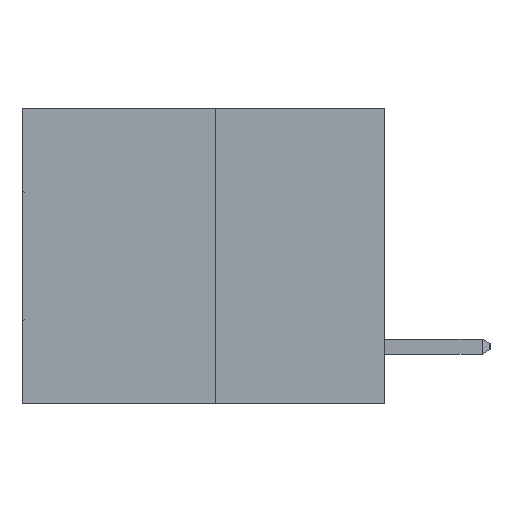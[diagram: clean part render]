
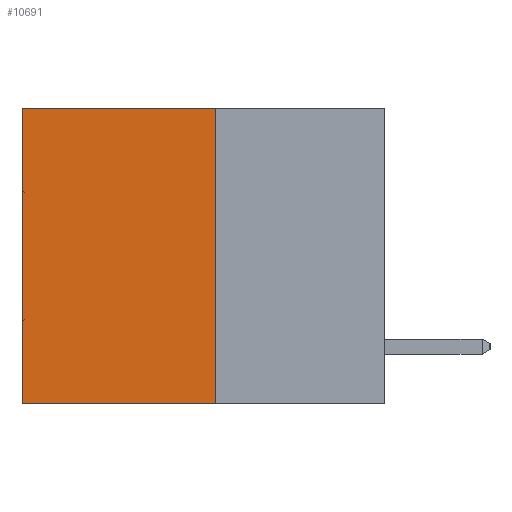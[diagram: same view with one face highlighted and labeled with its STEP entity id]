
A CAD part, left-side view. The second image highlights one B-rep face of the part: STEP entity #10691.
In plain terms, the highlighted planar face has unit normal (-1, 0, 0).
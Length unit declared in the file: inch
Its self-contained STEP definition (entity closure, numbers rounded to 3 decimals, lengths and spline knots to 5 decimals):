
#1791 = ORIENTED_EDGE ( 'NONE', *, *, #17359, .F. ) ;
#1828 = CARTESIAN_POINT ( 'NONE',  ( 0.3165, 0.28, 0. ) ) ;
#2439 = CARTESIAN_POINT ( 'NONE',  ( 0.3165, 0.28, 0. ) ) ;
#3275 = ORIENTED_EDGE ( 'NONE', *, *, #10845, .F. ) ;
#3989 = CARTESIAN_POINT ( 'NONE',  ( 0.3165, 0.28, -0.49 ) ) ;
#4112 = VERTEX_POINT ( 'NONE', #29528 ) ;
#5186 = ORIENTED_EDGE ( 'NONE', *, *, #27416, .T. ) ;
#5390 = AXIS2_PLACEMENT_3D ( 'NONE', #3989, #25489, #8804 ) ;
#5569 = VECTOR ( 'NONE', #23735, 39.37008 ) ;
#5970 = VERTEX_POINT ( 'NONE', #6415 ) ;
#6415 = CARTESIAN_POINT ( 'NONE',  ( 0.3165, 0.6, 0. ) ) ;
#6805 = LINE ( 'NONE', #1828, #17287 ) ;
#7628 = CARTESIAN_POINT ( 'NONE',  ( 0.3165, 0.28, -0.49 ) ) ;
#8426 = VECTOR ( 'NONE', #9078, 39.37008 ) ;
#8804 = DIRECTION ( 'NONE',  ( 0., 0., -1. ) ) ;
#9078 = DIRECTION ( 'NONE',  ( 0., 0., -1. ) ) ;
#10691 = ADVANCED_FACE ( 'NONE', ( #30608 ), #17579, .F. ) ;
#10845 = EDGE_CURVE ( 'NONE', #4112, #21106, #16003, .T. ) ;
#13752 = CARTESIAN_POINT ( 'NONE',  ( 0.3165, 0.6, -0.49 ) ) ;
#14172 = CARTESIAN_POINT ( 'NONE',  ( 0.3165, 0.28, -0.49 ) ) ;
#14258 = VECTOR ( 'NONE', #27022, 39.37008 ) ;
#14540 = DIRECTION ( 'NONE',  ( 0., 1., 0. ) ) ;
#15363 = ORIENTED_EDGE ( 'NONE', *, *, #25436, .T. ) ;
#16003 = LINE ( 'NONE', #14172, #5569 ) ;
#17287 = VECTOR ( 'NONE', #14540, 39.37008 ) ;
#17359 = EDGE_CURVE ( 'NONE', #26298, #4112, #19935, .T. ) ;
#17579 = PLANE ( 'NONE',  #5390 ) ;
#19935 = LINE ( 'NONE', #7628, #14258 ) ;
#21106 = VERTEX_POINT ( 'NONE', #30931 ) ;
#21112 = LINE ( 'NONE', #13752, #8426 ) ;
#23735 = DIRECTION ( 'NONE',  ( 0., 1., 0. ) ) ;
#25436 = EDGE_CURVE ( 'NONE', #5970, #21106, #21112, .T. ) ;
#25489 = DIRECTION ( 'NONE',  ( 1., 0., 0. ) ) ;
#26298 = VERTEX_POINT ( 'NONE', #2439 ) ;
#27022 = DIRECTION ( 'NONE',  ( 0., 0., -1. ) ) ;
#27416 = EDGE_CURVE ( 'NONE', #26298, #5970, #6805, .T. ) ;
#28376 = EDGE_LOOP ( 'NONE', ( #15363, #3275, #1791, #5186 ) ) ;
#29528 = CARTESIAN_POINT ( 'NONE',  ( 0.3165, 0.28, -0.49 ) ) ;
#30608 = FACE_OUTER_BOUND ( 'NONE', #28376, .T. ) ;
#30931 = CARTESIAN_POINT ( 'NONE',  ( 0.3165, 0.6, -0.49 ) ) ;
